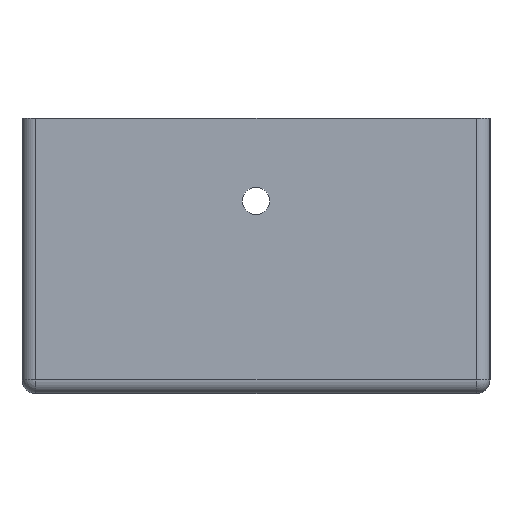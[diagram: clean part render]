
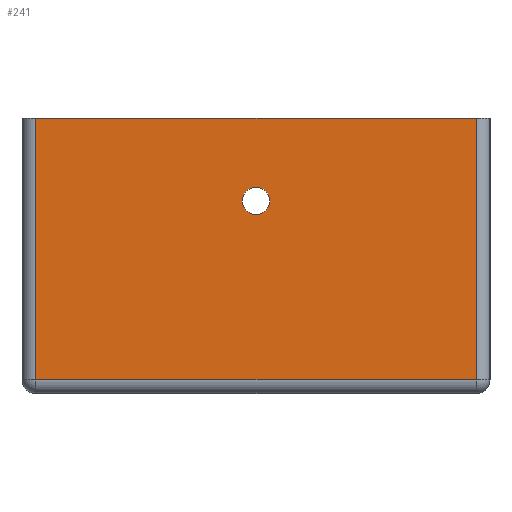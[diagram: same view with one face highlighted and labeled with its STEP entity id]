
A CAD part, left-side view. The second image highlights one B-rep face of the part: STEP entity #241.
In plain terms, the highlighted planar face has unit normal (-1, 0, 0).
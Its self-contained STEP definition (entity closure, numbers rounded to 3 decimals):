
#63 = VERTEX_POINT('',#64);
#64 = CARTESIAN_POINT('',(-34.5,16.,20.));
#71 = EDGE_CURVE('',#72,#63,#74,.T.);
#72 = VERTEX_POINT('',#73);
#73 = CARTESIAN_POINT('',(-34.5,-16.,20.));
#74 = LINE('',#75,#76);
#75 = CARTESIAN_POINT('',(-34.5,-17.,20.));
#76 = VECTOR('',#77,1.);
#77 = DIRECTION('',(0.,1.,0.));
#163 = VERTEX_POINT('',#164);
#164 = CARTESIAN_POINT('',(-34.5,16.,1.));
#171 = EDGE_CURVE('',#163,#63,#172,.T.);
#172 = LINE('',#173,#174);
#173 = CARTESIAN_POINT('',(-34.5,16.,0.));
#174 = VECTOR('',#175,1.);
#175 = DIRECTION('',(0.,0.,1.));
#241 = ADVANCED_FACE('',(#242,#260),#271,.T.);
#242 = FACE_BOUND('',#243,.T.);
#243 = EDGE_LOOP('',(#244,#245,#246,#254));
#244 = ORIENTED_EDGE('',*,*,#71,.T.);
#245 = ORIENTED_EDGE('',*,*,#171,.F.);
#246 = ORIENTED_EDGE('',*,*,#247,.F.);
#247 = EDGE_CURVE('',#248,#163,#250,.T.);
#248 = VERTEX_POINT('',#249);
#249 = CARTESIAN_POINT('',(-34.5,-16.,1.));
#250 = LINE('',#251,#252);
#251 = CARTESIAN_POINT('',(-34.5,-17.,1.));
#252 = VECTOR('',#253,1.);
#253 = DIRECTION('',(0.,1.,0.));
#254 = ORIENTED_EDGE('',*,*,#255,.T.);
#255 = EDGE_CURVE('',#248,#72,#256,.T.);
#256 = LINE('',#257,#258);
#257 = CARTESIAN_POINT('',(-34.5,-16.,0.));
#258 = VECTOR('',#259,1.);
#259 = DIRECTION('',(0.,0.,1.));
#260 = FACE_BOUND('',#261,.T.);
#261 = EDGE_LOOP('',(#262));
#262 = ORIENTED_EDGE('',*,*,#263,.F.);
#263 = EDGE_CURVE('',#264,#264,#266,.T.);
#264 = VERTEX_POINT('',#265);
#265 = CARTESIAN_POINT('',(-34.5,-1.,14.));
#266 = CIRCLE('',#267,1.);
#267 = AXIS2_PLACEMENT_3D('',#268,#269,#270);
#268 = CARTESIAN_POINT('',(-34.5,0.,14.));
#269 = DIRECTION('',(-1.,0.,0.));
#270 = DIRECTION('',(0.,-1.,0.));
#271 = PLANE('',#272);
#272 = AXIS2_PLACEMENT_3D('',#273,#274,#275);
#273 = CARTESIAN_POINT('',(-34.5,-17.,0.));
#274 = DIRECTION('',(-1.,0.,0.));
#275 = DIRECTION('',(0.,1.,0.));
